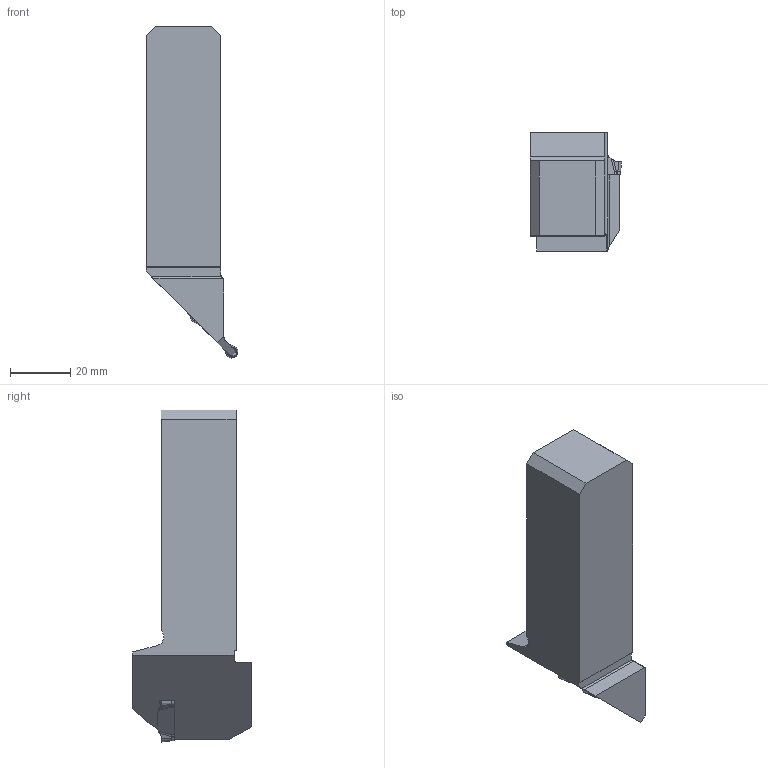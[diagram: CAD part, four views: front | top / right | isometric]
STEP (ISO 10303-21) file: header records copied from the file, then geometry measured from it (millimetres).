
FILE_DESCRIPTION(/* description */ (''),/* implementation_level */ '2;1');
FILE_NAME(/* name */ 'TOOLASSEMBLY_1.STP',/* time_stamp */ '2024-01-22T15:24:44+01:00',/* author */ (''),/* organization */ ('SMS'),/* preprocessor_version */ 'ST-DEVELOPER v16.7',/* originating_system */ 'SIEMENS PLM Software NX 12.0',/* authorisation */ '');
FILE_SCHEMA (('AUTOMOTIVE_DESIGN { 1 0 10303 214 3 1 1 1 }'));
Length unit declared in the file: millimetre
Products named in the file (4): ASSEMBLY_CONSTRUCTION; CUT_20240122152335; NOCUT_20240122152258; TOOLASSEMBLY_1
Assembly tree (3 placements, depth 2):
  TOOLASSEMBLY_1
    NOCUT_20240122152258
    CUT_20240122152335
    ASSEMBLY_CONSTRUCTION
Bounding box: 30.59 x 39.4 x 110.66 mm (x, y, z)
Volume: 63902.3 mm3; surface area: 12596.6 mm2
Topology: 2 solids, 2 shells, 86 faces, 227 edges, 150 vertices
Faces by surface type: plane 48, extrusion 16, cylinder 14, bspline 6, cone 2
Entity records: 3202 total; most frequent: CARTESIAN_POINT 957, ORIENTED_EDGE 452, DIRECTION 407, EDGE_CURVE 226, VECTOR 167, LINE 151, VERTEX_POINT 144, AXIS2_PLACEMENT_3D 120
